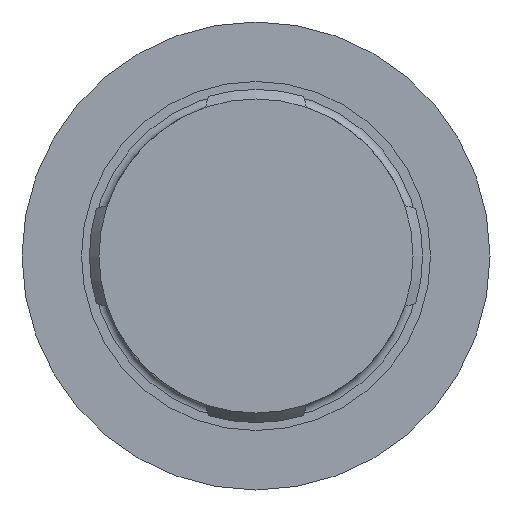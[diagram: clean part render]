
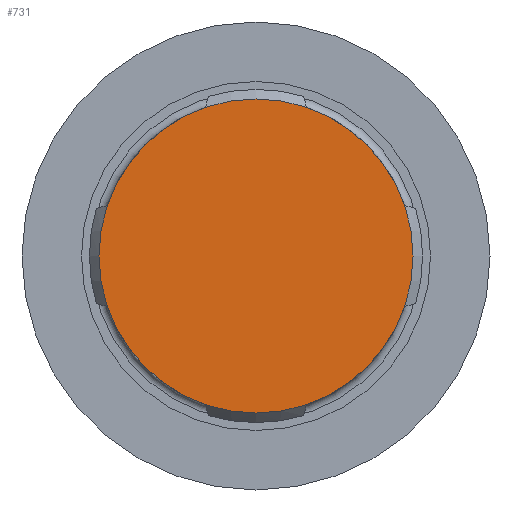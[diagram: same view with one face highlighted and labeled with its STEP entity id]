
A CAD part, front view. The second image highlights one B-rep face of the part: STEP entity #731.
In plain terms, the highlighted face is planar.
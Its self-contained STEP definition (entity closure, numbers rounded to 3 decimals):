
#53=CIRCLE('',#768,9.9);
#54=CIRCLE('',#770,9.9);
#55=CIRCLE('',#772,9.9);
#56=CIRCLE('',#774,9.9);
#69=CIRCLE('',#800,9.9);
#70=CIRCLE('',#801,9.9);
#71=CIRCLE('',#802,9.9);
#72=CIRCLE('',#803,9.9);
#161=ORIENTED_EDGE('',*,*,#254,.T.);
#162=ORIENTED_EDGE('',*,*,#234,.T.);
#163=ORIENTED_EDGE('',*,*,#263,.T.);
#164=ORIENTED_EDGE('',*,*,#231,.T.);
#165=ORIENTED_EDGE('',*,*,#260,.T.);
#166=ORIENTED_EDGE('',*,*,#239,.T.);
#167=ORIENTED_EDGE('',*,*,#257,.T.);
#168=ORIENTED_EDGE('',*,*,#236,.T.);
#231=EDGE_CURVE('',#289,#290,#53,.T.);
#234=EDGE_CURVE('',#291,#292,#54,.T.);
#236=EDGE_CURVE('',#294,#293,#55,.T.);
#239=EDGE_CURVE('',#296,#295,#56,.T.);
#254=EDGE_CURVE('',#293,#291,#69,.T.);
#257=EDGE_CURVE('',#295,#294,#70,.T.);
#260=EDGE_CURVE('',#290,#296,#71,.T.);
#263=EDGE_CURVE('',#292,#289,#72,.T.);
#289=VERTEX_POINT('',#1040);
#290=VERTEX_POINT('',#1045);
#291=VERTEX_POINT('',#1052);
#292=VERTEX_POINT('',#1057);
#293=VERTEX_POINT('',#1064);
#294=VERTEX_POINT('',#1066);
#295=VERTEX_POINT('',#1076);
#296=VERTEX_POINT('',#1078);
#394=EDGE_LOOP('',(#161,#162,#163,#164,#165,#166,#167,#168));
#440=FACE_BOUND('',#394,.T.);
#458=PLANE('',#804);
#731=ADVANCED_FACE('',(#440),#458,.F.);
#768=AXIS2_PLACEMENT_3D('',#1046,#874,#875);
#770=AXIS2_PLACEMENT_3D('',#1058,#878,#879);
#772=AXIS2_PLACEMENT_3D('',#1065,#882,#883);
#774=AXIS2_PLACEMENT_3D('',#1077,#886,#887);
#800=AXIS2_PLACEMENT_3D('',#1121,#939,#940);
#801=AXIS2_PLACEMENT_3D('',#1124,#943,#944);
#802=AXIS2_PLACEMENT_3D('',#1127,#947,#948);
#803=AXIS2_PLACEMENT_3D('',#1130,#951,#952);
#804=AXIS2_PLACEMENT_3D('',#1132,#954,#955);
#874=DIRECTION('',(1.,0.,0.));
#875=DIRECTION('',(0.,0.,-1.));
#878=DIRECTION('',(1.,0.,0.));
#879=DIRECTION('',(0.,0.,-1.));
#882=DIRECTION('',(1.,0.,0.));
#883=DIRECTION('',(0.,0.,-1.));
#886=DIRECTION('',(1.,0.,0.));
#887=DIRECTION('',(0.,0.,-1.));
#939=DIRECTION('',(1.,0.,0.));
#940=DIRECTION('',(0.,0.,-1.));
#943=DIRECTION('',(1.,0.,0.));
#944=DIRECTION('',(0.,0.,-1.));
#947=DIRECTION('',(1.,0.,0.));
#948=DIRECTION('',(0.,0.,-1.));
#951=DIRECTION('',(1.,0.,0.));
#952=DIRECTION('',(0.,0.,-1.));
#954=DIRECTION('',(-1.,0.,0.));
#955=DIRECTION('',(0.,0.,1.));
#1040=CARTESIAN_POINT('',(15.,3.184,9.374));
#1045=CARTESIAN_POINT('',(15.,-3.184,9.374));
#1046=CARTESIAN_POINT('',(15.,0.,0.));
#1052=CARTESIAN_POINT('',(15.,9.374,-3.184));
#1057=CARTESIAN_POINT('',(15.,9.374,3.184));
#1058=CARTESIAN_POINT('',(15.,0.,0.));
#1064=CARTESIAN_POINT('',(15.,3.184,-9.374));
#1065=CARTESIAN_POINT('',(15.,0.,0.));
#1066=CARTESIAN_POINT('',(15.,-3.184,-9.374));
#1076=CARTESIAN_POINT('',(15.,-9.374,-3.184));
#1077=CARTESIAN_POINT('',(15.,0.,0.));
#1078=CARTESIAN_POINT('',(15.,-9.374,3.184));
#1121=CARTESIAN_POINT('',(15.,0.,0.));
#1124=CARTESIAN_POINT('',(15.,0.,0.));
#1127=CARTESIAN_POINT('',(15.,0.,0.));
#1130=CARTESIAN_POINT('',(15.,0.,0.));
#1132=CARTESIAN_POINT('',(15.,9.9,0.));
